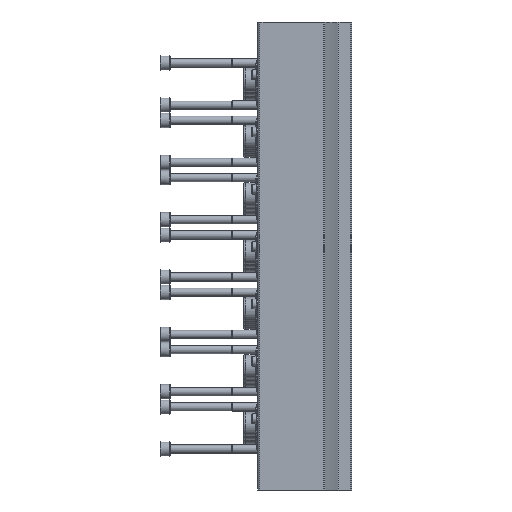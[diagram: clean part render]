
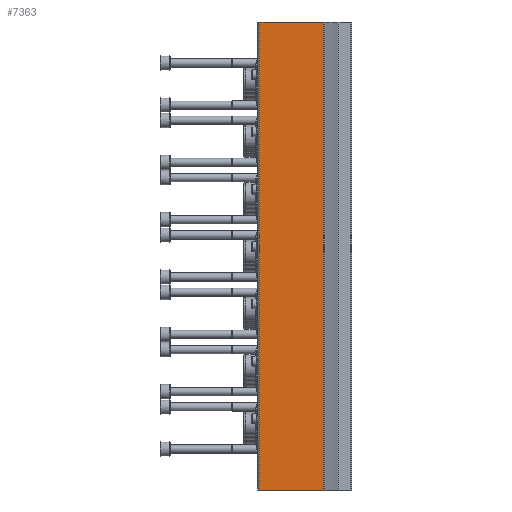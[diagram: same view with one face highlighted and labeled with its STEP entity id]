
A CAD part, left-side view. The second image highlights one B-rep face of the part: STEP entity #7363.
In plain terms, the highlighted planar face has unit normal (-1, 0, 0).
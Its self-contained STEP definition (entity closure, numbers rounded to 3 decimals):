
#313=PLANE('',#7925);
#1097=ORIENTED_EDGE('',*,*,#3025,.F.);
#1098=ORIENTED_EDGE('',*,*,#3024,.F.);
#1099=ORIENTED_EDGE('',*,*,#3026,.T.);
#1100=ORIENTED_EDGE('',*,*,#3027,.T.);
#3024=EDGE_CURVE('',#3988,#3986,#4664,.T.);
#3025=EDGE_CURVE('',#3986,#3989,#4665,.T.);
#3026=EDGE_CURVE('',#3988,#3990,#4666,.T.);
#3027=EDGE_CURVE('',#3990,#3989,#4667,.T.);
#3986=VERTEX_POINT('',#11797);
#3988=VERTEX_POINT('',#11801);
#3989=VERTEX_POINT('',#11805);
#3990=VERTEX_POINT('',#11807);
#4664=LINE('',#11802,#5164);
#4665=LINE('',#11804,#5165);
#4666=LINE('',#11806,#5166);
#4667=LINE('',#11808,#5167);
#5164=VECTOR('',#8898,1000.);
#5165=VECTOR('',#8901,1000.);
#5166=VECTOR('',#8902,1000.);
#5167=VECTOR('',#8903,1000.);
#5677=EDGE_LOOP('',(#1097,#1098,#1099,#1100));
#6456=FACE_BOUND('',#5677,.T.);
#7363=ADVANCED_FACE('',(#6456),#313,.T.);
#7925=AXIS2_PLACEMENT_3D('',#11803,#8899,#8900);
#8898=DIRECTION('',(0.,0.,1.));
#8899=DIRECTION('',(-1.,0.,0.));
#8900=DIRECTION('',(0.,0.,1.));
#8901=DIRECTION('',(0.,-1.,0.));
#8902=DIRECTION('',(0.,-1.,0.));
#8903=DIRECTION('',(0.,0.,1.));
#11797=CARTESIAN_POINT('',(-63.,44.,0.));
#11801=CARTESIAN_POINT('',(-63.,44.,-224.5));
#11802=CARTESIAN_POINT('',(-63.,44.,-224.5));
#11803=CARTESIAN_POINT('',(-63.,44.,-224.5));
#11804=CARTESIAN_POINT('',(-63.,44.,0.));
#11805=CARTESIAN_POINT('',(-63.,13.354,0.));
#11806=CARTESIAN_POINT('',(-63.,44.,-224.5));
#11807=CARTESIAN_POINT('',(-63.,13.354,-224.5));
#11808=CARTESIAN_POINT('',(-63.,13.354,-224.5));
